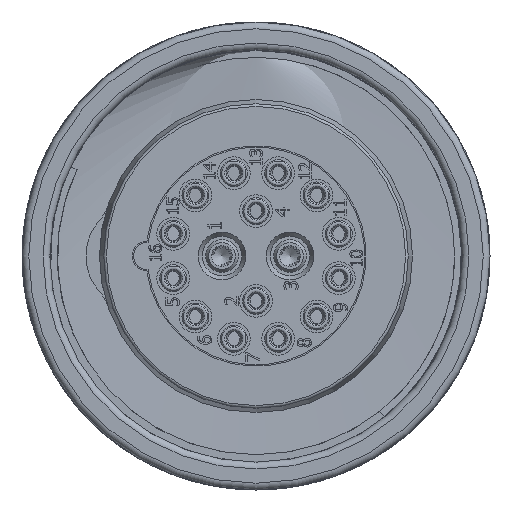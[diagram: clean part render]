
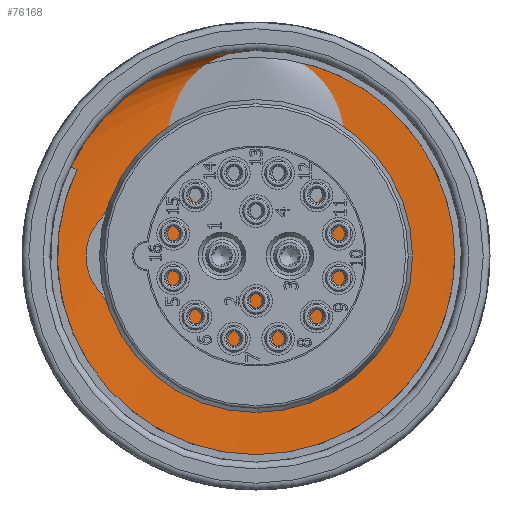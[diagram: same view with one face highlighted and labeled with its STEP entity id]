
A CAD part, left-side view. The second image highlights one B-rep face of the part: STEP entity #76168.
In plain terms, the highlighted cylindrical face has radius 15.1 mm (diameter 30.2 mm), a full revolution.
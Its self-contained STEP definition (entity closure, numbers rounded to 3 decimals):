
#3841=CIRCLE('',#80577,15.1);
#4991=FACE_OUTER_BOUND('',#9869,.T.);
#9869=EDGE_LOOP('',(#47414,#47415,#47416,#47417));
#14748=B_SPLINE_CURVE_WITH_KNOTS('',3,(#91016,#91017,#91018,#91019,#91020,
#91021,#91022,#91023,#91024,#91025,#91026,#91027,#91028,#91029),
 .UNSPECIFIED.,.F.,.F.,(4,1,1,1,1,1,1,1,1,1,1,4),(9.425,9.617,
10.114,10.611,11.108,11.605,12.102,
12.598,13.095,13.592,14.089,14.586),
 .UNSPECIFIED.);
#22906=LINE('',#91011,#25319);
#22907=LINE('',#91013,#25320);
#25319=VECTOR('',#83216,15.1);
#25320=VECTOR('',#83217,15.1);
#27736=VERTEX_POINT('',#90990);
#27737=VERTEX_POINT('',#91010);
#27738=VERTEX_POINT('',#91012);
#27739=VERTEX_POINT('',#91014);
#35569=EDGE_CURVE('',#27737,#27736,#22906,.T.);
#35570=EDGE_CURVE('',#27737,#27738,#22907,.T.);
#35571=EDGE_CURVE('',#27739,#27738,#3841,.T.);
#35572=EDGE_CURVE('',#27736,#27739,#14748,.T.);
#47414=ORIENTED_EDGE('',*,*,#35569,.F.);
#47415=ORIENTED_EDGE('',*,*,#35570,.T.);
#47416=ORIENTED_EDGE('',*,*,#35571,.F.);
#47417=ORIENTED_EDGE('',*,*,#35572,.F.);
#71097=CYLINDRICAL_SURFACE('',#80576,15.1);
#76168=ADVANCED_FACE('',(#4991),#71097,.F.);
#80576=AXIS2_PLACEMENT_3D('',#91009,#83214,#83215);
#80577=AXIS2_PLACEMENT_3D('',#91015,#83218,#83219);
#83214=DIRECTION('center_axis',(-1.,0.,0.));
#83215=DIRECTION('ref_axis',(0.,0.,-1.));
#83216=DIRECTION('',(1.,0.,0.));
#83217=DIRECTION('',(-1.,0.,0.));
#83218=DIRECTION('center_axis',(1.,0.,0.));
#83219=DIRECTION('ref_axis',(0.,0.,-1.));
#90990=CARTESIAN_POINT('',(14.,0.,15.1));
#91009=CARTESIAN_POINT('Origin',(19.8,0.,0.));
#91010=CARTESIAN_POINT('',(12.8,0.,15.1));
#91011=CARTESIAN_POINT('',(19.8,0.,15.1));
#91012=CARTESIAN_POINT('',(11.7,0.,15.1));
#91013=CARTESIAN_POINT('',(19.8,0.,15.1));
#91014=CARTESIAN_POINT('',(11.7,13.605,6.552));
#91015=CARTESIAN_POINT('Origin',(11.7,0.,0.));
#91016=CARTESIAN_POINT('Ctrl Pts',(14.,0.,15.099));
#91017=CARTESIAN_POINT('Ctrl Pts',(13.971,-0.969,
15.1));
#91018=CARTESIAN_POINT('Ctrl Pts',(13.869,-4.438,14.771));
#91019=CARTESIAN_POINT('Ctrl Pts',(13.693,-10.007,12.144));
#91020=CARTESIAN_POINT('Ctrl Pts',(13.471,-14.586,5.905));
#91021=CARTESIAN_POINT('Ctrl Pts',(13.25,-15.637,-1.762));
#91022=CARTESIAN_POINT('Ctrl Pts',(13.029,-12.906,-9.003));
#91023=CARTESIAN_POINT('Ctrl Pts',(12.807,-7.054,-14.066));
#91024=CARTESIAN_POINT('Ctrl Pts',(12.586,0.504,-15.728));
#91025=CARTESIAN_POINT('Ctrl Pts',(12.364,7.941,-13.585));
#91026=CARTESIAN_POINT('Ctrl Pts',(12.143,13.456,-8.158));
#91027=CARTESIAN_POINT('Ctrl Pts',(11.921,15.718,-0.756));
#91028=CARTESIAN_POINT('Ctrl Pts',(11.774,14.69,4.298));
#91029=CARTESIAN_POINT('Ctrl Pts',(11.7,13.605,6.552));
